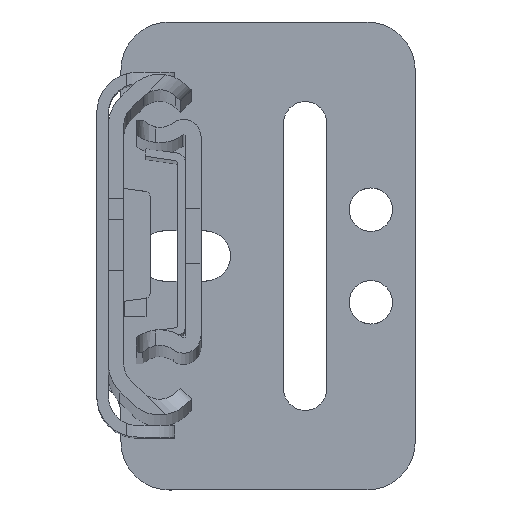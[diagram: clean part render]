
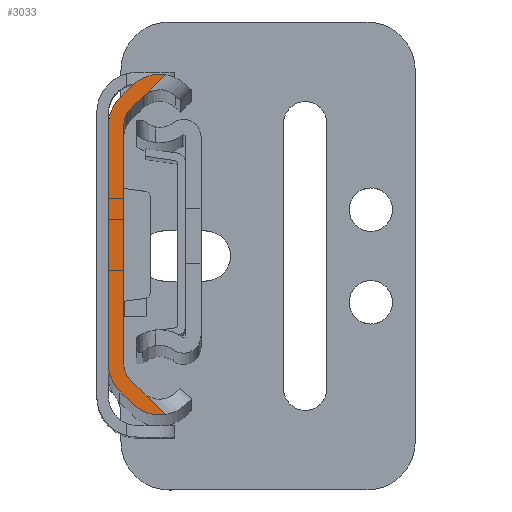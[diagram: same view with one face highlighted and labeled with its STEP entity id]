
A CAD part, top view. The second image highlights one B-rep face of the part: STEP entity #3033.
In plain terms, the highlighted planar face has unit normal (0, 0, 1).
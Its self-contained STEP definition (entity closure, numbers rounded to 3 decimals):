
#9 = CARTESIAN_POINT ( 'NONE',  ( 0., 12.342, 0. ) ) ;
#10 = CARTESIAN_POINT ( 'NONE',  ( 4., -12.342, 0. ) ) ;
#87 = AXIS2_PLACEMENT_3D ( 'NONE', #1402, #1320, #5164 ) ;
#140 = DIRECTION ( 'NONE',  ( -0.707, 0.707, 0. ) ) ;
#141 = DIRECTION ( 'NONE',  ( 0., 0., -1. ) ) ;
#167 = EDGE_CURVE ( 'NONE', #2792, #3912, #5698, .T. ) ;
#178 = CARTESIAN_POINT ( 'NONE',  ( 4., 12.342, 0. ) ) ;
#219 = EDGE_CURVE ( 'NONE', #6611, #1039, #6372, .T. ) ;
#263 = CARTESIAN_POINT ( 'NONE',  ( 2.486, 16.484, 0. ) ) ;
#274 = EDGE_CURVE ( 'NONE', #6379, #2103, #973, .T. ) ;
#498 = VECTOR ( 'NONE', #2567, 1000. ) ;
#682 = CARTESIAN_POINT ( 'NONE',  ( -9.991, 1.65, 0. ) ) ;
#771 = CIRCLE ( 'NONE', #6245, 3.98 ) ;
#917 = DIRECTION ( 'NONE',  ( 0., 0., 1. ) ) ;
#932 = CARTESIAN_POINT ( 'NONE',  ( 2.303, 14.039, 0. ) ) ;
#973 = LINE ( 'NONE', #932, #7501 ) ;
#988 = AXIS2_PLACEMENT_3D ( 'NONE', #3716, #1838, #3681 ) ;
#1019 = CIRCLE ( 'NONE', #87, 4. ) ;
#1039 = VERTEX_POINT ( 'NONE', #3131 ) ;
#1162 = EDGE_CURVE ( 'NONE', #5102, #4049, #3916, .T. ) ;
#1320 = DIRECTION ( 'NONE',  ( 0., 0., 1. ) ) ;
#1333 = EDGE_CURVE ( 'NONE', #2455, #8005, #771, .T. ) ;
#1344 = CARTESIAN_POINT ( 'NONE',  ( 2.303, -14.039, 0. ) ) ;
#1380 = CARTESIAN_POINT ( 'NONE',  ( 1.172, -15.17, 0. ) ) ;
#1402 = CARTESIAN_POINT ( 'NONE',  ( 4., 12.342, 0. ) ) ;
#1414 = ORIENTED_EDGE ( 'NONE', *, *, #219, .T. ) ;
#1450 = ORIENTED_EDGE ( 'NONE', *, *, #3350, .T. ) ;
#1515 = CARTESIAN_POINT ( 'NONE',  ( 2.303, 14.039, 0. ) ) ;
#1548 = AXIS2_PLACEMENT_3D ( 'NONE', #5158, #6504, #5234 ) ;
#1617 = VERTEX_POINT ( 'NONE', #5361 ) ;
#1637 = DIRECTION ( 'NONE',  ( 1., 0., 0. ) ) ;
#1669 = AXIS2_PLACEMENT_3D ( 'NONE', #178, #141, #2594 ) ;
#1717 = ORIENTED_EDGE ( 'NONE', *, *, #4004, .T. ) ;
#1838 = DIRECTION ( 'NONE',  ( 0., 0., 1. ) ) ;
#1856 = VERTEX_POINT ( 'NONE', #2540 ) ;
#2014 = VECTOR ( 'NONE', #5188, 1000. ) ;
#2047 = CARTESIAN_POINT ( 'NONE',  ( 1.6, 0., 0. ) ) ;
#2103 = VERTEX_POINT ( 'NONE', #3076 ) ;
#2171 = EDGE_CURVE ( 'NONE', #7732, #1617, #6511, .T. ) ;
#2199 = CIRCLE ( 'NONE', #1669, 2.4 ) ;
#2223 = CARTESIAN_POINT ( 'NONE',  ( 4., -12.342, 0. ) ) ;
#2237 = CARTESIAN_POINT ( 'NONE',  ( 5.3, -13.67, 0. ) ) ;
#2239 = ORIENTED_EDGE ( 'NONE', *, *, #2788, .T. ) ;
#2302 = VECTOR ( 'NONE', #5360, 1000. ) ;
#2311 = DIRECTION ( 'NONE',  ( 0., 0., 1. ) ) ;
#2327 = CIRCLE ( 'NONE', #1548, 2.38 ) ;
#2398 = ORIENTED_EDGE ( 'NONE', *, *, #5256, .T. ) ;
#2455 = VERTEX_POINT ( 'NONE', #7396 ) ;
#2540 = CARTESIAN_POINT ( 'NONE',  ( 1.6, 12.342, 0. ) ) ;
#2567 = DIRECTION ( 'NONE',  ( -0.707, 0.707, 0. ) ) ;
#2584 = CIRCLE ( 'NONE', #3795, 4. ) ;
#2594 = DIRECTION ( 'NONE',  ( 1., 0., 0. ) ) ;
#2595 = AXIS2_PLACEMENT_3D ( 'NONE', #4931, #6329, #4315 ) ;
#2609 = EDGE_CURVE ( 'NONE', #1856, #6379, #2199, .T. ) ;
#2642 = CARTESIAN_POINT ( 'NONE',  ( 4., -12.342, 0. ) ) ;
#2655 = CARTESIAN_POINT ( 'NONE',  ( 1.172, 15.17, 0. ) ) ;
#2749 = CARTESIAN_POINT ( 'NONE',  ( 0., 0., 0. ) ) ;
#2788 = EDGE_CURVE ( 'NONE', #3912, #5940, #8156, .T. ) ;
#2792 = VERTEX_POINT ( 'NONE', #3404 ) ;
#2808 = CARTESIAN_POINT ( 'NONE',  ( 1.172, -15.17, 0. ) ) ;
#2828 = DIRECTION ( 'NONE',  ( 0., -1., 0. ) ) ;
#3033 = ADVANCED_FACE ( 'NONE', ( #7040 ), #6605, .T. ) ;
#3076 = CARTESIAN_POINT ( 'NONE',  ( 3.617, 15.353, 0. ) ) ;
#3131 = CARTESIAN_POINT ( 'NONE',  ( 5.955, 17.596, 0. ) ) ;
#3287 = ORIENTED_EDGE ( 'NONE', *, *, #1333, .T. ) ;
#3350 = EDGE_CURVE ( 'NONE', #8005, #3902, #6259, .T. ) ;
#3404 = CARTESIAN_POINT ( 'NONE',  ( 3.617, -15.353, 0. ) ) ;
#3436 = LINE ( 'NONE', #2047, #4033 ) ;
#3599 = AXIS2_PLACEMENT_3D ( 'NONE', #2223, #6081, #1637 ) ;
#3669 = ORIENTED_EDGE ( 'NONE', *, *, #167, .T. ) ;
#3681 = DIRECTION ( 'NONE',  ( 1., 0., 0. ) ) ;
#3716 = CARTESIAN_POINT ( 'NONE',  ( 5.3, 13.67, 0. ) ) ;
#3795 = AXIS2_PLACEMENT_3D ( 'NONE', #2642, #7685, #3895 ) ;
#3895 = DIRECTION ( 'NONE',  ( 1., 0., 0. ) ) ;
#3902 = VERTEX_POINT ( 'NONE', #7857 ) ;
#3912 = VERTEX_POINT ( 'NONE', #6415 ) ;
#3916 = LINE ( 'NONE', #2749, #5846 ) ;
#3923 = ORIENTED_EDGE ( 'NONE', *, *, #4723, .T. ) ;
#3953 = DIRECTION ( 'NONE',  ( -0.707, -0.707, 0. ) ) ;
#4004 = EDGE_CURVE ( 'NONE', #2103, #6611, #2327, .T. ) ;
#4033 = VECTOR ( 'NONE', #4637, 1000. ) ;
#4049 = VERTEX_POINT ( 'NONE', #7476 ) ;
#4065 = LINE ( 'NONE', #2808, #2302 ) ;
#4187 = CIRCLE ( 'NONE', #988, 3.98 ) ;
#4208 = EDGE_CURVE ( 'NONE', #1617, #5102, #1019, .T. ) ;
#4315 = DIRECTION ( 'NONE',  ( 1., 0., 0. ) ) ;
#4387 = CARTESIAN_POINT ( 'NONE',  ( 4.061, 15.702, 0. ) ) ;
#4632 = ORIENTED_EDGE ( 'NONE', *, *, #6677, .T. ) ;
#4637 = DIRECTION ( 'NONE',  ( 0., 1., 0. ) ) ;
#4698 = VECTOR ( 'NONE', #3953, 1000. ) ;
#4714 = DIRECTION ( 'NONE',  ( 1., 0., 0. ) ) ;
#4723 = EDGE_CURVE ( 'NONE', #4049, #5177, #2584, .T. ) ;
#4931 = CARTESIAN_POINT ( 'NONE',  ( 5.3, -13.67, 0. ) ) ;
#4997 = CARTESIAN_POINT ( 'NONE',  ( 2.35, -13.991, 0. ) ) ;
#5102 = VERTEX_POINT ( 'NONE', #9 ) ;
#5158 = CARTESIAN_POINT ( 'NONE',  ( 5.3, 13.67, 0. ) ) ;
#5164 = DIRECTION ( 'NONE',  ( 1., 0., 0. ) ) ;
#5177 = VERTEX_POINT ( 'NONE', #1380 ) ;
#5188 = DIRECTION ( 'NONE',  ( 0.707, 0.707, 0. ) ) ;
#5234 = DIRECTION ( 'NONE',  ( 1., 0., 0. ) ) ;
#5256 = EDGE_CURVE ( 'NONE', #5940, #1856, #3436, .T. ) ;
#5277 = CIRCLE ( 'NONE', #2595, 2.38 ) ;
#5290 = CARTESIAN_POINT ( 'NONE',  ( 1.6, -12.342, 0. ) ) ;
#5360 = DIRECTION ( 'NONE',  ( 0.707, -0.707, 0. ) ) ;
#5361 = CARTESIAN_POINT ( 'NONE',  ( 1.172, 15.17, 0. ) ) ;
#5463 = ORIENTED_EDGE ( 'NONE', *, *, #2171, .T. ) ;
#5698 = LINE ( 'NONE', #1344, #6030 ) ;
#5846 = VECTOR ( 'NONE', #2828, 1000. ) ;
#5940 = VERTEX_POINT ( 'NONE', #5290 ) ;
#6030 = VECTOR ( 'NONE', #140, 1000. ) ;
#6081 = DIRECTION ( 'NONE',  ( 0., 0., -1. ) ) ;
#6084 = CARTESIAN_POINT ( 'NONE',  ( 5.955, -17.596, 0. ) ) ;
#6245 = AXIS2_PLACEMENT_3D ( 'NONE', #2237, #2311, #6727 ) ;
#6259 = LINE ( 'NONE', #4997, #498 ) ;
#6329 = DIRECTION ( 'NONE',  ( 0., 0., -1. ) ) ;
#6372 = LINE ( 'NONE', #682, #2014 ) ;
#6379 = VERTEX_POINT ( 'NONE', #1515 ) ;
#6415 = CARTESIAN_POINT ( 'NONE',  ( 2.303, -14.039, 0. ) ) ;
#6425 = ORIENTED_EDGE ( 'NONE', *, *, #4208, .T. ) ;
#6504 = DIRECTION ( 'NONE',  ( 0., 0., -1. ) ) ;
#6511 = LINE ( 'NONE', #2655, #4698 ) ;
#6514 = ORIENTED_EDGE ( 'NONE', *, *, #8240, .T. ) ;
#6605 = PLANE ( 'NONE',  #7211 ) ;
#6611 = VERTEX_POINT ( 'NONE', #4387 ) ;
#6677 = EDGE_CURVE ( 'NONE', #1039, #7732, #4187, .T. ) ;
#6727 = DIRECTION ( 'NONE',  ( 1., 0., 0. ) ) ;
#6735 = EDGE_LOOP ( 'NONE', ( #3287, #1450, #6514, #3669, #2239, #2398, #7744, #7408, #1717, #1414, #4632, #5463, #6425, #6784, #3923, #7022 ) ) ;
#6784 = ORIENTED_EDGE ( 'NONE', *, *, #1162, .T. ) ;
#7022 = ORIENTED_EDGE ( 'NONE', *, *, #7782, .T. ) ;
#7040 = FACE_OUTER_BOUND ( 'NONE', #6735, .T. ) ;
#7211 = AXIS2_PLACEMENT_3D ( 'NONE', #10, #917, #4714 ) ;
#7341 = DIRECTION ( 'NONE',  ( 0.707, 0.707, 0. ) ) ;
#7396 = CARTESIAN_POINT ( 'NONE',  ( 2.486, -16.484, 0. ) ) ;
#7408 = ORIENTED_EDGE ( 'NONE', *, *, #274, .T. ) ;
#7476 = CARTESIAN_POINT ( 'NONE',  ( 0., -12.342, 0. ) ) ;
#7501 = VECTOR ( 'NONE', #7341, 1000. ) ;
#7685 = DIRECTION ( 'NONE',  ( 0., 0., 1. ) ) ;
#7732 = VERTEX_POINT ( 'NONE', #263 ) ;
#7744 = ORIENTED_EDGE ( 'NONE', *, *, #2609, .T. ) ;
#7782 = EDGE_CURVE ( 'NONE', #5177, #2455, #4065, .T. ) ;
#7857 = CARTESIAN_POINT ( 'NONE',  ( 4.061, -15.702, 0. ) ) ;
#8005 = VERTEX_POINT ( 'NONE', #6084 ) ;
#8156 = CIRCLE ( 'NONE', #3599, 2.4 ) ;
#8240 = EDGE_CURVE ( 'NONE', #3902, #2792, #5277, .T. ) ;
